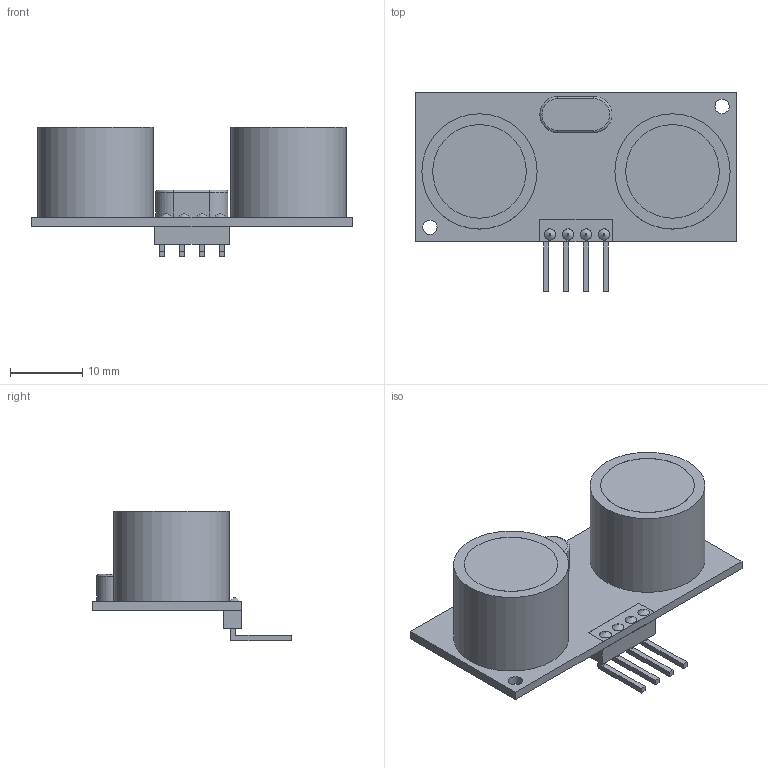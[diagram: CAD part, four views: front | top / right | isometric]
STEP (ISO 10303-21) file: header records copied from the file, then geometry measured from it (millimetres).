
FILE_DESCRIPTION(/* description */ (''),/* implementation_level */ '2;1');
FILE_NAME(/* name */ 'HC-SR04 v1.ipt.step',/* time_stamp */ '2018-09-24T13:20:16-04:00',/* author */ ('EEPROM'),/* organization */ (''),/* preprocessor_version */ 'ST-DEVELOPER v17.2',/* originating_system */ 'Autodesk Inventor 2019',/* authorisation */ '');
FILE_SCHEMA (('AUTOMOTIVE_DESIGN { 1 0 10303 214 3 1 1 }'));
Length unit declared in the file: millimetre
Products named in the file (1): HC-SR04 v1
Bounding box: 44.5 x 27.67 x 18.01 mm (x, y, z)
Volume: 6422.8 mm3; surface area: 3542.3 mm2
Topology: 1 solids, 1 shells, 83 faces, 202 edges, 134 vertices
Faces by surface type: plane 63, cylinder 14, cone 4, torus 2
Full cylindrical faces by diameter (mm): 2 x2, 13 x2, 16 x2
Entity records: 2553 total; most frequent: CARTESIAN_POINT 420, DIRECTION 408, ORIENTED_EDGE 404, EDGE_CURVE 202, LINE 164, VECTOR 164, VERTEX_POINT 134, AXIS2_PLACEMENT_3D 122
